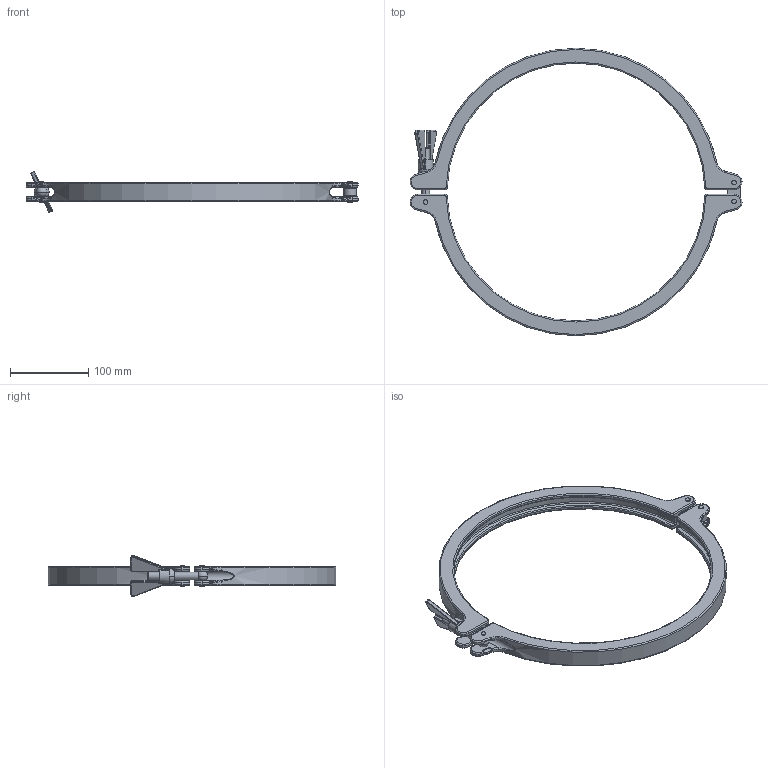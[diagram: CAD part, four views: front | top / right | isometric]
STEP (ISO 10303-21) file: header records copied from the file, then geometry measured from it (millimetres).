
FILE_DESCRIPTION (( 'STEP AP214' ), '1' );
FILE_NAME ('12.58 SH clamp (SB) - block detail.STEP', '2018-08-02T14:44:51', ( '' ), ( '' ), 'SwSTEP 2.0', 'SolidWorks 2018', '' );
FILE_SCHEMA (( 'AUTOMOTIVE_DESIGN' ));
Length unit declared in the file: millimetre
Products named in the file (1): 12.58 SH clamp (SB) - block detail
Bounding box: 425 x 368 x 52.21 mm (x, y, z)
Volume: 450955.1 mm3; surface area: 121672 mm2
Topology: 1 solids, 1 shells, 398 faces, 938 edges, 538 vertices
Faces by surface type: cylinder 135, torus 106, bspline 70, plane 55, sphere 26, cone 6
Entity records: 16143 total; most frequent: CARTESIAN_POINT 5909, DIRECTION 1955, ORIENTED_EDGE 1842, EDGE_CURVE 921, AXIS2_PLACEMENT_3D 863, VERTEX_POINT 537, CIRCLE 534, EDGE_LOOP 420
